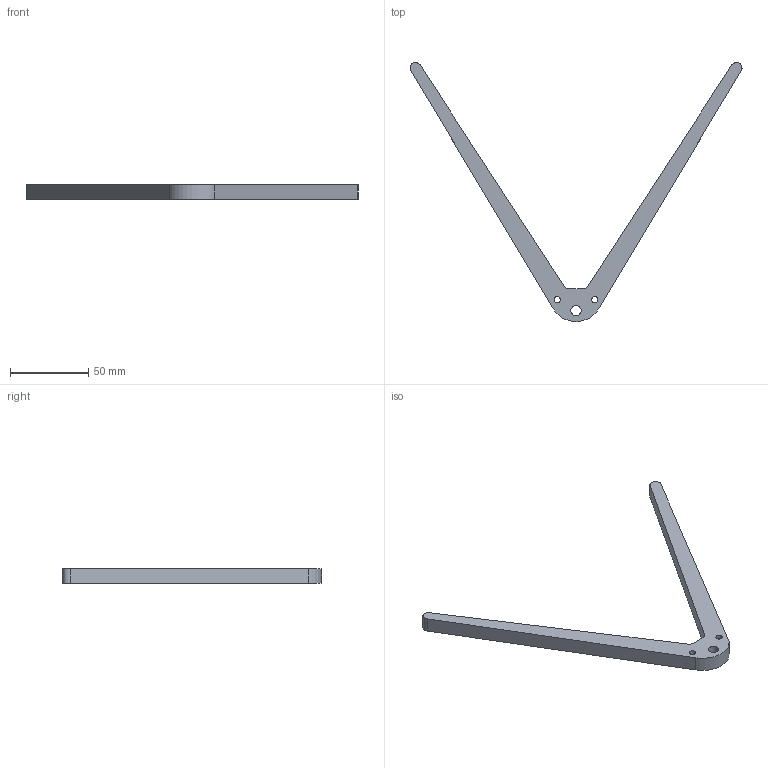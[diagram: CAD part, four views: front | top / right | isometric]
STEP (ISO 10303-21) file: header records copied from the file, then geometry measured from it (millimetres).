
FILE_DESCRIPTION(/* description */ (''),/* implementation_level */ '2;1');
FILE_NAME(/* name */ 'Bed Holder Main.step',/* time_stamp */ '2022-05-18T19:19:12-04:00',/* author */ (''),/* organization */ (''),/* preprocessor_version */ 'ST-DEVELOPER v18.1',/* originating_system */ 'Autodesk Translation Framework v10.14.0.1471',/* authorisation */ '');
FILE_SCHEMA (('AUTOMOTIVE_DESIGN { 1 0 10303 214 3 1 1 }'));
Length unit declared in the file: millimetre
Products named in the file (1): Bed Holder Main
Bounding box: 212 x 165.43 x 9.5 mm (x, y, z)
Volume: 37963 mm3; surface area: 15813.3 mm2
Topology: 1 solids, 1 shells, 21 faces, 49 edges, 32 vertices
Faces by surface type: cylinder 10, plane 9, cone 2
Full cylindrical faces by diameter (mm): 2.529 x2, 4.05 x2, 6.5 x1
Entity records: 661 total; most frequent: DIRECTION 115, CARTESIAN_POINT 103, ORIENTED_EDGE 98, EDGE_CURVE 49, AXIS2_PLACEMENT_3D 44, VERTEX_POINT 32, EDGE_LOOP 29, LINE 27
